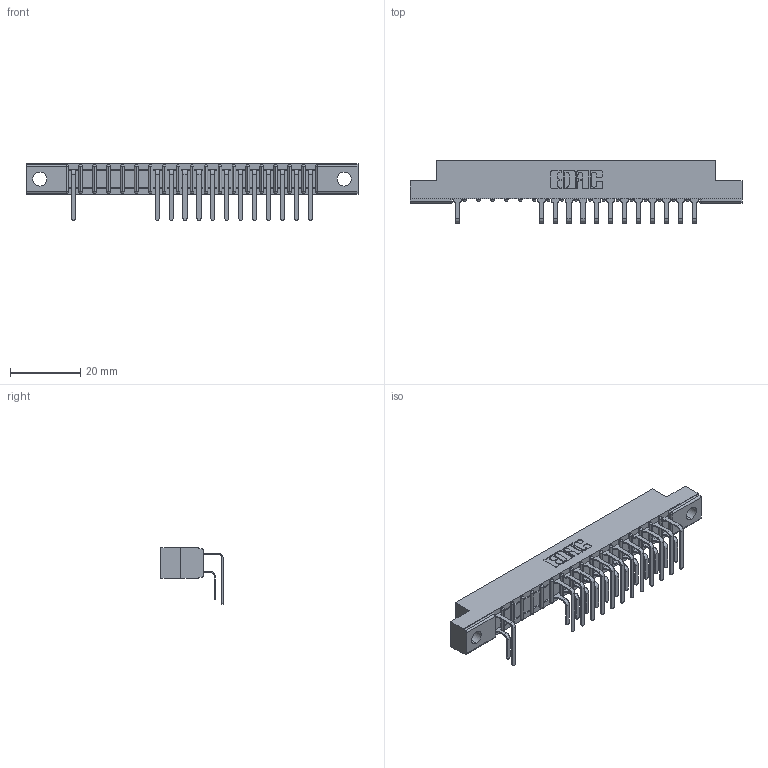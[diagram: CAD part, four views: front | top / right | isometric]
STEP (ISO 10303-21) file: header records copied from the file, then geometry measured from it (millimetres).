
FILE_DESCRIPTION (( 'STEP AP203' ), '1' );
FILE_NAME ('357-018-559-104.STEP', '2018-08-08T04:46:14', ( '' ), ( '' ), 'SwSTEP 2.0', 'SolidWorks 2016', '' );
FILE_SCHEMA (( 'CONFIG_CONTROL_DESIGN' ));
Length unit declared in the file: inch
Products named in the file (4): 307-290-001_559 - 2 (Single); 357-018-559-104; 307 Part_.156 Dia Mounting Holes; 307-290-001_558 559 - 1 (Single)
Assembly tree (27 placements, depth 2):
  357-018-559-104
    307 Part_.156 Dia Mounting Holes
    307-290-001_558 559 - 1 (Single)  x13
    307-290-001_559 - 2 (Single)  x13
Bounding box: 94.34 x 17.69 x 16.08 mm (x, y, z)
Volume: 6050.8 mm3; surface area: 10251.4 mm2
Topology: 27 solids, 27 shells, 1551 faces, 4371 edges, 2826 vertices
Faces by surface type: plane 1002, cylinder 511, sphere 38
Entity records: 20511 total; most frequent: CARTESIAN_POINT 3412, ORIENTED_EDGE 3386, DIRECTION 3333, EDGE_CURVE 1693, VECTOR 1295, LINE 1295, VERTEX_POINT 1098, AXIS2_PLACEMENT_3D 1019
